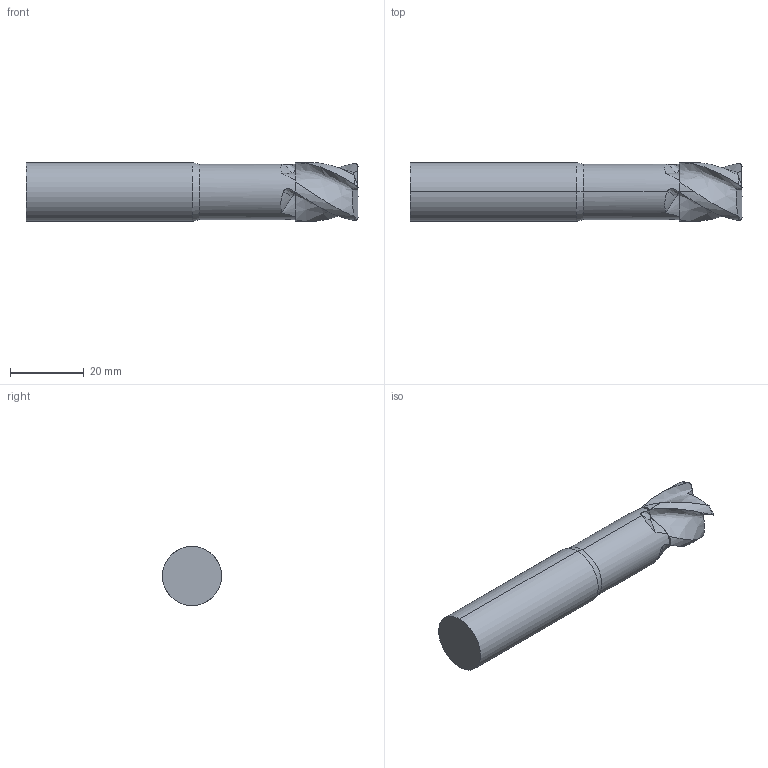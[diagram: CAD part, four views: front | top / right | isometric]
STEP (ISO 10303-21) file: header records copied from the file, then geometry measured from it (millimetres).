
FILE_DESCRIPTION (( 'STEP AP214' ), '1' );
FILE_NAME ('2570180015.STEP', '2011-12-04T16:04:42', ( '' ), ( '' ), 'SwSTEP 2.0', 'SolidWorks 2010', '' );
FILE_SCHEMA (( 'AUTOMOTIVE_DESIGN' ));
Length unit declared in the file: millimetre
Products named in the file (1): 2570180015
Bounding box: 90 x 16 x 16 mm (x, y, z)
Volume: 16100.1 mm3; surface area: 5971.8 mm2
Topology: 2 solids, 2 shells, 59 faces, 156 edges, 103 vertices
Faces by surface type: bspline 20, cylinder 17, plane 14, cone 4, torus 4
Entity records: 5302 total; most frequent: CARTESIAN_POINT 4008, ORIENTED_EDGE 312, DIRECTION 181, EDGE_CURVE 156, VERTEX_POINT 103, B_SPLINE_CURVE_WITH_KNOTS 85, AXIS2_PLACEMENT_3D 78, EDGE_LOOP 63
